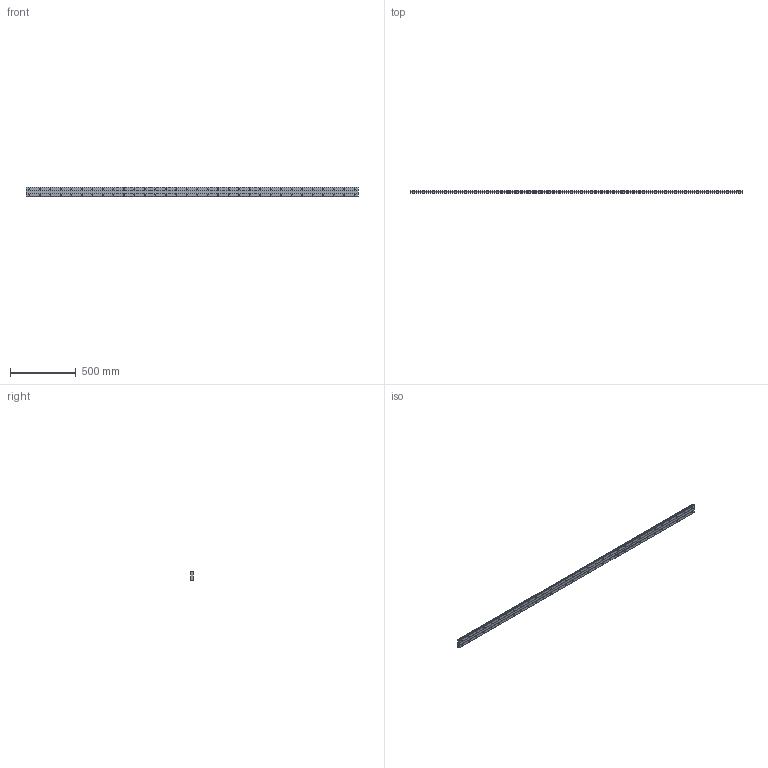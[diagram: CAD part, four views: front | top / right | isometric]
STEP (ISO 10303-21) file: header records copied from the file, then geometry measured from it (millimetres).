
FILE_DESCRIPTION (( 'STEP AP214' ), '1' );
FILE_NAME ('HRW35CA1SS-2530L_G25_0_B-M6F_1211-7_0_0_0_1.STEP', '2021-07-07T09:56:44', ( '' ), ( '' ), 'SwSTEP 2.0', 'SolidWorks 2021', '' );
FILE_SCHEMA (( 'AUTOMOTIVE_DESIGN' ));
Length unit declared in the file: millimetre
Products named in the file (2): _HRW35CA253025 Track; HRW35CA1SS-2530L_G25_0_B-M6F_1211-7_0_0_0_1
Assembly tree (1 placements, depth 2):
  HRW35CA1SS-2530L_G25_0_B-M6F_1211-7_0_0_0_1
    _HRW35CA253025 Track
Bounding box: 2530 x 19 x 69 mm (x, y, z)
Volume: 2952414.9 mm3; surface area: 493074.7 mm2
Topology: 1 solids, 1 shells, 352 faces, 858 edges, 572 vertices
Faces by surface type: cylinder 260, plane 92
Entity records: 10944 total; most frequent: DIRECTION 2090, CARTESIAN_POINT 1786, ORIENTED_EDGE 1716, AXIS2_PLACEMENT_3D 876, EDGE_CURVE 858, VERTEX_POINT 572, EDGE_LOOP 544, CIRCLE 520
